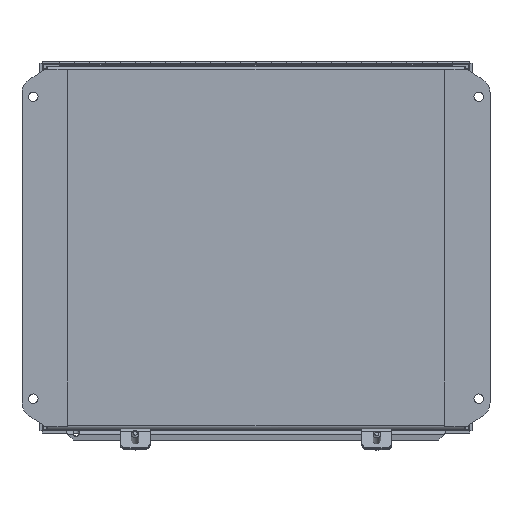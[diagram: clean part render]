
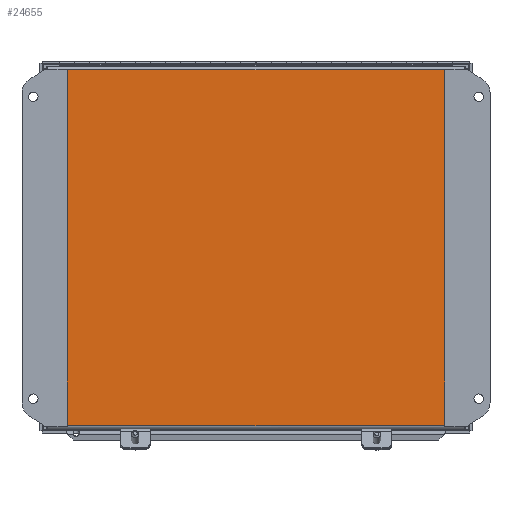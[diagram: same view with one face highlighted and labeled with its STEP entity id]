
A CAD part, left-side view. The second image highlights one B-rep face of the part: STEP entity #24655.
In plain terms, the highlighted face is planar.
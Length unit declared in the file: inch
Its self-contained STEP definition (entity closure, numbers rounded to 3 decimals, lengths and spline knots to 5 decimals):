
#1288 = DIRECTION ( 'NONE',  ( 0., 0., -1. ) ) ;
#2288 = VECTOR ( 'NONE', #28266, 39.37008 ) ;
#3823 = EDGE_LOOP ( 'NONE', ( #17976, #15622, #20365, #25248 ) ) ;
#4820 = CARTESIAN_POINT ( 'NONE',  ( 5.892, 0., -6.892 ) ) ;
#4843 = LINE ( 'NONE', #9117, #2288 ) ;
#6116 = VERTEX_POINT ( 'NONE', #40750 ) ;
#6304 = EDGE_CURVE ( 'NONE', #33898, #10490, #4843, .T. ) ;
#7999 = EDGE_CURVE ( 'NONE', #6116, #33898, #41754, .T. ) ;
#8092 = LINE ( 'NONE', #4820, #38682 ) ;
#8827 = AXIS2_PLACEMENT_3D ( 'NONE', #17657, #18069, #1288 ) ;
#9117 = CARTESIAN_POINT ( 'NONE',  ( -5.892, 0., 6.892 ) ) ;
#10156 = CARTESIAN_POINT ( 'NONE',  ( -5.892, 0., -6.892 ) ) ;
#10490 = VERTEX_POINT ( 'NONE', #27298 ) ;
#14708 = EDGE_CURVE ( 'NONE', #10490, #17516, #30853, .T. ) ;
#15622 = ORIENTED_EDGE ( 'NONE', *, *, #14708, .F. ) ;
#17222 = FACE_OUTER_BOUND ( 'NONE', #3823, .T. ) ;
#17516 = VERTEX_POINT ( 'NONE', #10156 ) ;
#17657 = CARTESIAN_POINT ( 'NONE',  ( -6., 0., -7. ) ) ;
#17976 = ORIENTED_EDGE ( 'NONE', *, *, #31490, .F. ) ;
#18069 = DIRECTION ( 'NONE',  ( 0., -1., 0. ) ) ;
#20365 = ORIENTED_EDGE ( 'NONE', *, *, #6304, .F. ) ;
#21902 = VECTOR ( 'NONE', #27305, 39.37008 ) ;
#24581 = DIRECTION ( 'NONE',  ( 0., 0., -1. ) ) ;
#24655 = ADVANCED_FACE ( 'NONE', ( #17222 ), #27786, .F. ) ;
#25248 = ORIENTED_EDGE ( 'NONE', *, *, #7999, .F. ) ;
#27298 = CARTESIAN_POINT ( 'NONE',  ( -5.892, 0., 6.892 ) ) ;
#27305 = DIRECTION ( 'NONE',  ( 0., 0., 1. ) ) ;
#27786 = PLANE ( 'NONE',  #8827 ) ;
#28266 = DIRECTION ( 'NONE',  ( -1., 0., 0. ) ) ;
#30214 = CARTESIAN_POINT ( 'NONE',  ( 5.892, 0., 6.892 ) ) ;
#30853 = LINE ( 'NONE', #34429, #42024 ) ;
#31490 = EDGE_CURVE ( 'NONE', #17516, #6116, #8092, .T. ) ;
#33898 = VERTEX_POINT ( 'NONE', #30214 ) ;
#34429 = CARTESIAN_POINT ( 'NONE',  ( -5.892, 0., -6.892 ) ) ;
#37228 = DIRECTION ( 'NONE',  ( 1., 0., 0. ) ) ;
#38682 = VECTOR ( 'NONE', #37228, 39.37008 ) ;
#40359 = CARTESIAN_POINT ( 'NONE',  ( 5.892, 0., 6.892 ) ) ;
#40750 = CARTESIAN_POINT ( 'NONE',  ( 5.892, 0., -6.892 ) ) ;
#41754 = LINE ( 'NONE', #40359, #21902 ) ;
#42024 = VECTOR ( 'NONE', #24581, 39.37008 ) ;
